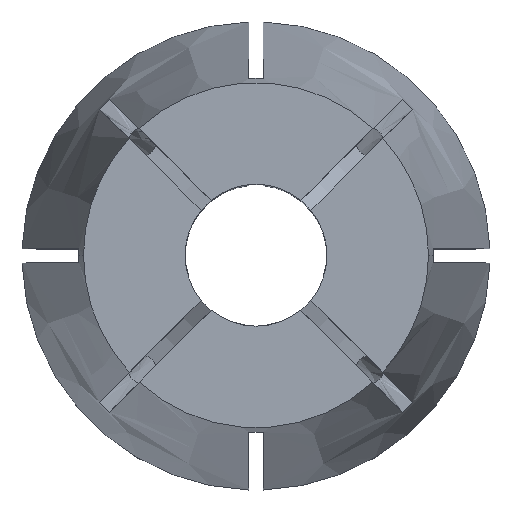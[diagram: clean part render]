
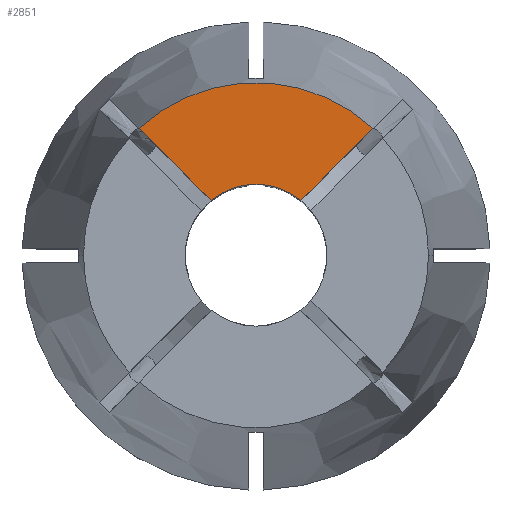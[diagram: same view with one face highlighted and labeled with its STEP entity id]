
A CAD part, top view. The second image highlights one B-rep face of the part: STEP entity #2851.
In plain terms, the highlighted planar face has unit normal (0, 0, 1).
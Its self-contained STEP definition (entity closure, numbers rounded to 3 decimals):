
#10 = VECTOR ( 'NONE', #2923, 1000. ) ;
#91 = ORIENTED_EDGE ( 'NONE', *, *, #2006, .T. ) ;
#94 = CARTESIAN_POINT ( 'NONE',  ( 8.236, 8.943, 0. ) ) ;
#174 = CARTESIAN_POINT ( 'NONE',  ( 0.354, 0.354, 0. ) ) ;
#231 = CARTESIAN_POINT ( 'NONE',  ( -0.354, 0.354, 0. ) ) ;
#266 = PLANE ( 'NONE',  #1796 ) ;
#314 = ORIENTED_EDGE ( 'NONE', *, *, #2195, .F. ) ;
#556 = CARTESIAN_POINT ( 'NONE',  ( -3.164, 3.871, 0. ) ) ;
#574 = VERTEX_POINT ( 'NONE', #94 ) ;
#578 = CARTESIAN_POINT ( 'NONE',  ( -8.236, 8.943, 0. ) ) ;
#623 = LINE ( 'NONE', #231, #10 ) ;
#721 = DIRECTION ( 'NONE',  ( 0., 0., -1. ) ) ;
#739 = EDGE_CURVE ( 'NONE', #2170, #574, #623, .T. ) ;
#859 = DIRECTION ( 'NONE',  ( 0., 0., 1. ) ) ;
#876 = CIRCLE ( 'NONE', #2713, 5. ) ;
#966 = VERTEX_POINT ( 'NONE', #578 ) ;
#1064 = ORIENTED_EDGE ( 'NONE', *, *, #1178, .T. ) ;
#1091 = DIRECTION ( 'NONE',  ( 1., 0., 0. ) ) ;
#1107 = DIRECTION ( 'NONE',  ( 0., 0., 1. ) ) ;
#1178 = EDGE_CURVE ( 'NONE', #574, #966, #2187, .T. ) ;
#1244 = AXIS2_PLACEMENT_3D ( 'NONE', #2436, #859, #1091 ) ;
#1472 = EDGE_LOOP ( 'NONE', ( #314, #2696, #1064, #91 ) ) ;
#1755 = VERTEX_POINT ( 'NONE', #556 ) ;
#1774 = VECTOR ( 'NONE', #1977, 1000. ) ;
#1796 = AXIS2_PLACEMENT_3D ( 'NONE', #2079, #721, #2303 ) ;
#1977 = DIRECTION ( 'NONE',  ( 0.707, -0.707, 0. ) ) ;
#2006 = EDGE_CURVE ( 'NONE', #966, #1755, #2363, .T. ) ;
#2079 = CARTESIAN_POINT ( 'NONE',  ( 0., 0., 0. ) ) ;
#2170 = VERTEX_POINT ( 'NONE', #2430 ) ;
#2187 = CIRCLE ( 'NONE', #1244, 12.158 ) ;
#2195 = EDGE_CURVE ( 'NONE', #2170, #1755, #876, .T. ) ;
#2303 = DIRECTION ( 'NONE',  ( -1., 0., 0. ) ) ;
#2363 = LINE ( 'NONE', #174, #1774 ) ;
#2430 = CARTESIAN_POINT ( 'NONE',  ( 3.164, 3.871, 0. ) ) ;
#2436 = CARTESIAN_POINT ( 'NONE',  ( 0., 0., 0. ) ) ;
#2452 = CARTESIAN_POINT ( 'NONE',  ( 0., 0., 0. ) ) ;
#2601 = FACE_OUTER_BOUND ( 'NONE', #1472, .T. ) ;
#2683 = DIRECTION ( 'NONE',  ( 1., 0., 0. ) ) ;
#2696 = ORIENTED_EDGE ( 'NONE', *, *, #739, .T. ) ;
#2713 = AXIS2_PLACEMENT_3D ( 'NONE', #2452, #1107, #2683 ) ;
#2851 = ADVANCED_FACE ( 'NONE', ( #2601 ), #266, .F. ) ;
#2923 = DIRECTION ( 'NONE',  ( 0.707, 0.707, 0. ) ) ;
